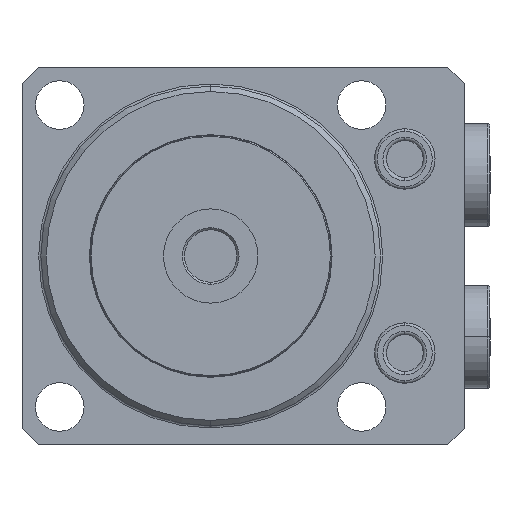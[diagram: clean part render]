
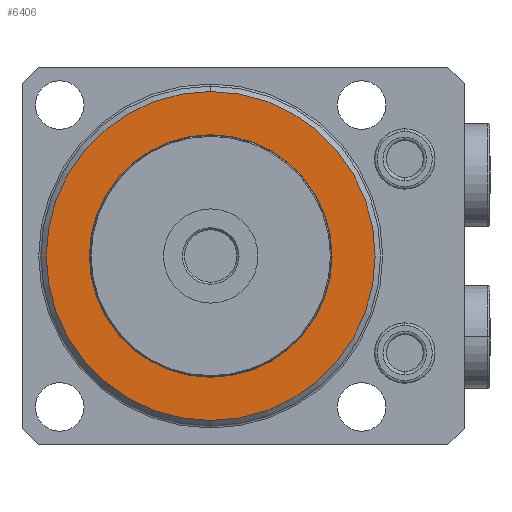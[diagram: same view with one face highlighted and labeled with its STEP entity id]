
A CAD part, front view. The second image highlights one B-rep face of the part: STEP entity #6406.
In plain terms, the highlighted planar face has unit normal (0, -1, 0).
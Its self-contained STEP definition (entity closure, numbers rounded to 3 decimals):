
#127 = VERTEX_POINT ( 'NONE', #7724 ) ;
#637 = DIRECTION ( 'NONE',  ( 0., 0., 1. ) ) ;
#638 = DIRECTION ( 'NONE',  ( 0., 1., 0. ) ) ;
#642 = CARTESIAN_POINT ( 'NONE',  ( 0., -47., 0. ) ) ;
#645 = DIRECTION ( 'NONE',  ( 0., 0., 1. ) ) ;
#648 = DIRECTION ( 'NONE',  ( 0., -1., 0. ) ) ;
#650 = CARTESIAN_POINT ( 'NONE',  ( 0., -47., 0. ) ) ;
#1402 = DIRECTION ( 'NONE',  ( 0., 0., 1. ) ) ;
#1403 = DIRECTION ( 'NONE',  ( 0., 1., 0. ) ) ;
#1406 = PLANE ( 'NONE',  #2108 ) ;
#1409 = CARTESIAN_POINT ( 'NONE',  ( 0., -47., 0. ) ) ;
#1820 = CIRCLE ( 'NONE', #1949, 30.5 ) ;
#1949 = AXIS2_PLACEMENT_3D ( 'NONE', #8642, #8640, #8639 ) ;
#1979 = AXIS2_PLACEMENT_3D ( 'NONE', #4089, #4085, #4083 ) ;
#2108 = AXIS2_PLACEMENT_3D ( 'NONE', #1409, #1403, #1402 ) ;
#2411 = EDGE_CURVE ( 'NONE', #127, #4408, #4469, .T. ) ;
#2413 = EDGE_CURVE ( 'NONE', #4428, #9266, #4467, .T. ) ;
#2765 = CIRCLE ( 'NONE', #1979, 21.5 ) ;
#2941 = FACE_BOUND ( 'NONE', #3928, .T. ) ;
#2959 = FACE_OUTER_BOUND ( 'NONE', #3927, .T. ) ;
#3927 = EDGE_LOOP ( 'NONE', ( #9695, #9696 ) ) ;
#3928 = EDGE_LOOP ( 'NONE', ( #9697, #9698 ) ) ;
#4083 = DIRECTION ( 'NONE',  ( 0., 0., 1. ) ) ;
#4085 = DIRECTION ( 'NONE',  ( 0., 1., 0. ) ) ;
#4089 = CARTESIAN_POINT ( 'NONE',  ( 0., -47., 0. ) ) ;
#4408 = VERTEX_POINT ( 'NONE', #7633 ) ;
#4428 = VERTEX_POINT ( 'NONE', #7601 ) ;
#4467 = CIRCLE ( 'NONE', #4858, 21.5 ) ;
#4469 = CIRCLE ( 'NONE', #4859, 30.5 ) ;
#4858 = AXIS2_PLACEMENT_3D ( 'NONE', #642, #638, #637 ) ;
#4859 = AXIS2_PLACEMENT_3D ( 'NONE', #650, #648, #645 ) ;
#5649 = CARTESIAN_POINT ( 'NONE',  ( 0., -47., 21.5 ) ) ;
#6406 = ADVANCED_FACE ( 'NONE', ( #2959, #2941 ), #1406, .F. ) ;
#7601 = CARTESIAN_POINT ( 'NONE',  ( 0., -47., -21.5 ) ) ;
#7633 = CARTESIAN_POINT ( 'NONE',  ( 0., -47., -30.5 ) ) ;
#7724 = CARTESIAN_POINT ( 'NONE',  ( 0., -47., 30.5 ) ) ;
#8639 = DIRECTION ( 'NONE',  ( 0., 0., 1. ) ) ;
#8640 = DIRECTION ( 'NONE',  ( 0., -1., 0. ) ) ;
#8642 = CARTESIAN_POINT ( 'NONE',  ( 0., -47., 0. ) ) ;
#9266 = VERTEX_POINT ( 'NONE', #5649 ) ;
#9695 = ORIENTED_EDGE ( 'NONE', *, *, #2411, .T. ) ;
#9696 = ORIENTED_EDGE ( 'NONE', *, *, #10014, .T. ) ;
#9697 = ORIENTED_EDGE ( 'NONE', *, *, #2413, .T. ) ;
#9698 = ORIENTED_EDGE ( 'NONE', *, *, #9943, .T. ) ;
#9943 = EDGE_CURVE ( 'NONE', #9266, #4428, #2765, .T. ) ;
#10014 = EDGE_CURVE ( 'NONE', #4408, #127, #1820, .T. ) ;
